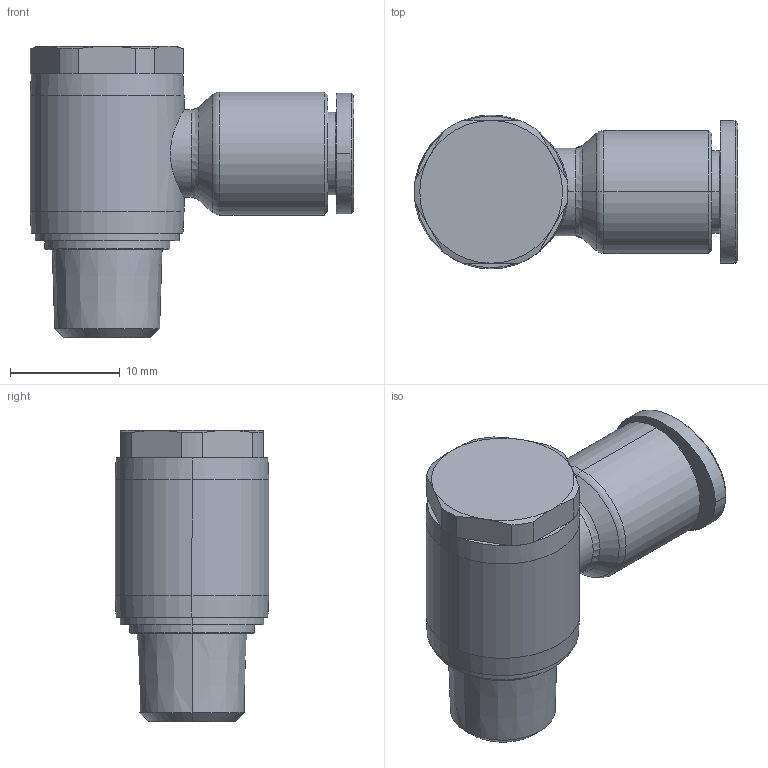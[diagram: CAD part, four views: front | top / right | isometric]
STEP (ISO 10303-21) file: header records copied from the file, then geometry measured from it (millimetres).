
FILE_DESCRIPTION((''),'2;1');
FILE_NAME('GPH_0601(3D).stp','2012-12-20T15:00:16',(''),(''),'Mechanical Desktop.R8.0.24.0','Mechanical Desktop.R8.0.24.0',', , ');
FILE_SCHEMA(('CONFIG_CONTROL_DESIGN'));
Length unit declared in the file: millimetre
Products named in the file (2): GPH_0601(3D); ºÎÇ°1
Assembly tree (1 placements, depth 2):
  GPH_0601(3D)
    ºÎÇ°1
Bounding box: 29.45 x 14 x 26.5 mm (x, y, z)
Volume: 3734.5 mm3; surface area: 2744.2 mm2
Topology: 1 solids, 1 shells, 284 faces, 753 edges, 486 vertices
Faces by surface type: plane 191, cylinder 33, bspline 32, cone 26, torus 2
Entity records: 9725 total; most frequent: CARTESIAN_POINT 2620, ORIENTED_EDGE 1502, DIRECTION 1396, EDGE_CURVE 751, VECTOR 568, LINE 568, VERTEX_POINT 486, AXIS2_PLACEMENT_3D 414
